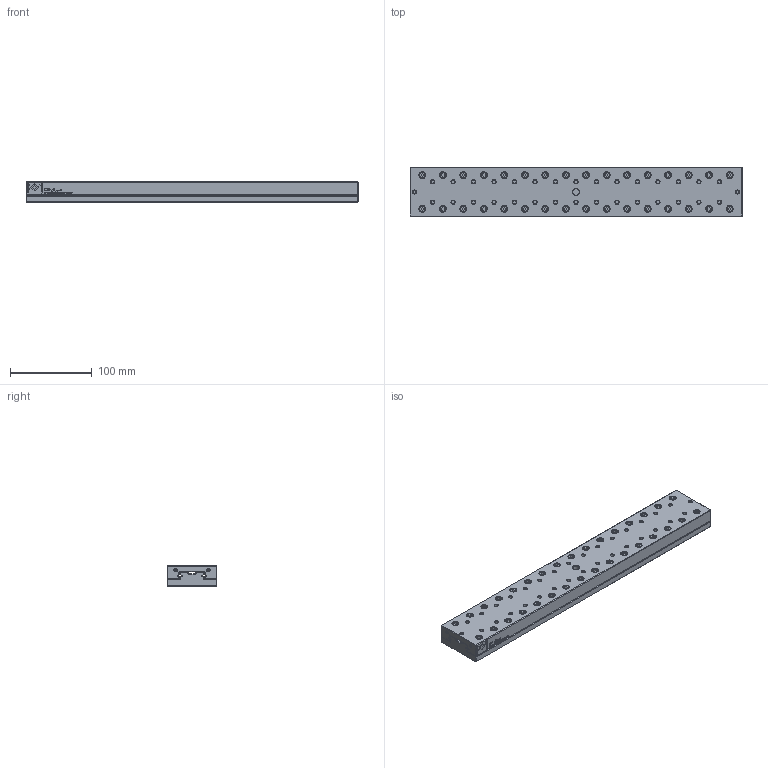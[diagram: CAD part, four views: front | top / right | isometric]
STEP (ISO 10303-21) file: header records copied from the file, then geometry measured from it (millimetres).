
FILE_DESCRIPTION(/* description */ (''),/* implementation_level */ '2;1');
FILE_NAME(/* name */ 'RTA-3400.stp',/* time_stamp */ '2024-09-11T09:54:11+02:00',/* author */ (''),/* organization */ (''),/* preprocessor_version */ 'ST-DEVELOPER v16.7',/* originating_system */ 'SIEMENS PLM Software NX 12.0',/* authorisation */ '');
FILE_SCHEMA (('AUTOMOTIVE_DESIGN { 1 0 10303 214 3 1 1 1 }'));
Length unit declared in the file: millimetre
Products named in the file (1): RTA-3400_stp
Bounding box: 405 x 60 x 25 mm (x, y, z)
Volume: 563410.3 mm3; surface area: 156562.2 mm2
Topology: 2 solids, 2 shells, 1860 faces, 4421 edges, 2865 vertices
Faces by surface type: plane 1252, cone 223, cylinder 205, bspline 180
Full cylindrical faces by diameter (mm): 3 x4, 4 x48, 4.3 x8, 4.8 x2, 7 x32, 7.32 x32, 7.8 x72, 8 x1
Entity records: 55552 total; most frequent: CARTESIAN_POINT 11097, ORIENTED_EDGE 7886, DIRECTION 7574, EDGE_CURVE 3943, LINE 2954, VECTOR 2954, VERTEX_POINT 2809, EDGE_LOOP 2660
